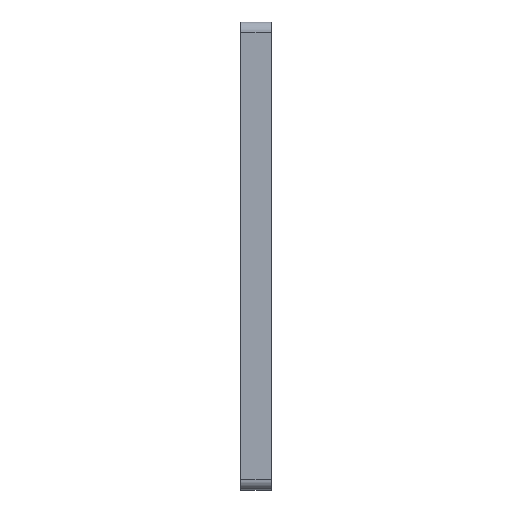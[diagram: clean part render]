
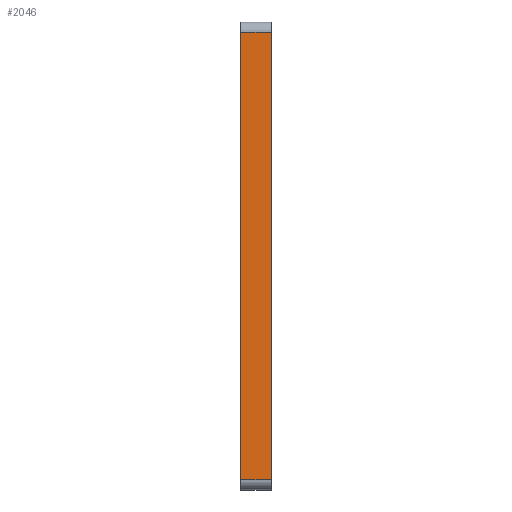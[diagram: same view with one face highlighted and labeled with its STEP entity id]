
A CAD part, left-side view. The second image highlights one B-rep face of the part: STEP entity #2046.
In plain terms, the highlighted planar face has unit normal (-1, 0, 0).
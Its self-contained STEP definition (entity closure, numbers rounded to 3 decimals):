
#378 = VERTEX_POINT ( 'NONE', #1527 ) ;
#427 = CARTESIAN_POINT ( 'NONE',  ( -46., 6., -46. ) ) ;
#453 = VERTEX_POINT ( 'NONE', #5912 ) ;
#465 = CARTESIAN_POINT ( 'NONE',  ( -46., 6., -46. ) ) ;
#528 = DIRECTION ( 'NONE',  ( 0., 0., 1. ) ) ;
#734 = VECTOR ( 'NONE', #4849, 1000. ) ;
#741 = DIRECTION ( 'NONE',  ( 0., 1., 0. ) ) ;
#1527 = CARTESIAN_POINT ( 'NONE',  ( -46., 6., 44. ) ) ;
#2046 = ADVANCED_FACE ( 'NONE', ( #8761 ), #13685, .F. ) ;
#2561 = ORIENTED_EDGE ( 'NONE', *, *, #12453, .T. ) ;
#2717 = EDGE_CURVE ( 'NONE', #5964, #378, #13434, .T. ) ;
#2814 = VERTEX_POINT ( 'NONE', #14051 ) ;
#2965 = VECTOR ( 'NONE', #528, 1000. ) ;
#4530 = CARTESIAN_POINT ( 'NONE',  ( -46., 0., 44. ) ) ;
#4550 = CARTESIAN_POINT ( 'NONE',  ( -46., 6., -44. ) ) ;
#4849 = DIRECTION ( 'NONE',  ( 0., 0., 1. ) ) ;
#4905 = EDGE_LOOP ( 'NONE', ( #10347, #11234, #2561, #6776 ) ) ;
#5073 = AXIS2_PLACEMENT_3D ( 'NONE', #465, #8175, #9281 ) ;
#5912 = CARTESIAN_POINT ( 'NONE',  ( -46., 6., -44. ) ) ;
#5964 = VERTEX_POINT ( 'NONE', #4530 ) ;
#6082 = CARTESIAN_POINT ( 'NONE',  ( -46., 0., -46. ) ) ;
#6776 = ORIENTED_EDGE ( 'NONE', *, *, #2717, .T. ) ;
#7699 = DIRECTION ( 'NONE',  ( 0., -1., 0. ) ) ;
#8175 = DIRECTION ( 'NONE',  ( 1., 0., 0. ) ) ;
#8306 = CARTESIAN_POINT ( 'NONE',  ( -46., 6., 44. ) ) ;
#8590 = VECTOR ( 'NONE', #741, 1000. ) ;
#8761 = FACE_OUTER_BOUND ( 'NONE', #4905, .T. ) ;
#9281 = DIRECTION ( 'NONE',  ( 0., 0., -1. ) ) ;
#9807 = LINE ( 'NONE', #4550, #12217 ) ;
#10057 = EDGE_CURVE ( 'NONE', #453, #2814, #9807, .T. ) ;
#10347 = ORIENTED_EDGE ( 'NONE', *, *, #12475, .F. ) ;
#11234 = ORIENTED_EDGE ( 'NONE', *, *, #10057, .T. ) ;
#12217 = VECTOR ( 'NONE', #7699, 1000. ) ;
#12278 = LINE ( 'NONE', #6082, #734 ) ;
#12453 = EDGE_CURVE ( 'NONE', #2814, #5964, #12278, .T. ) ;
#12475 = EDGE_CURVE ( 'NONE', #453, #378, #12973, .T. ) ;
#12973 = LINE ( 'NONE', #427, #2965 ) ;
#13434 = LINE ( 'NONE', #8306, #8590 ) ;
#13685 = PLANE ( 'NONE',  #5073 ) ;
#14051 = CARTESIAN_POINT ( 'NONE',  ( -46., 0., -44. ) ) ;
